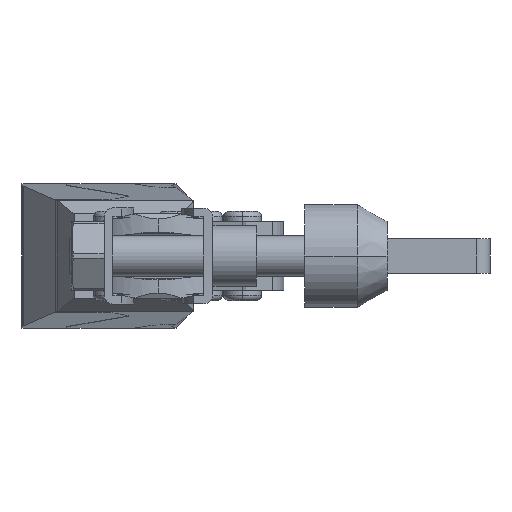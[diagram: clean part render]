
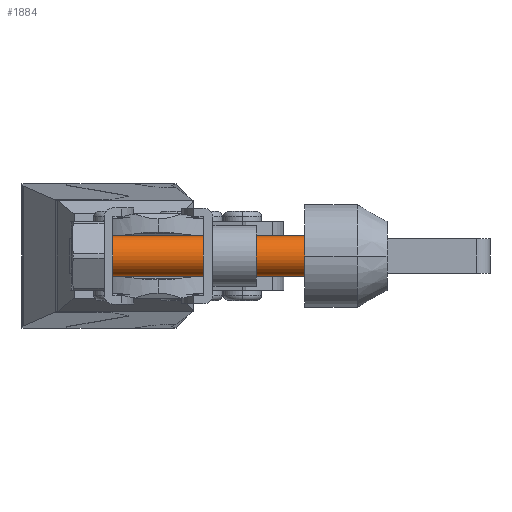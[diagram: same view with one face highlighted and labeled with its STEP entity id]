
A CAD part, left-side view. The second image highlights one B-rep face of the part: STEP entity #1884.
In plain terms, the highlighted cylindrical face has radius 3 mm (diameter 6 mm), a partial arc.
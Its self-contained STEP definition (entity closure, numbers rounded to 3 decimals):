
#41 = EDGE_CURVE ( 'NONE', #3173, #4385, #295, .T. ) ;
#207 = AXIS2_PLACEMENT_3D ( 'NONE', #7421, #5920, #3431 ) ;
#295 = CIRCLE ( 'NONE', #7104, 3. ) ;
#340 = EDGE_CURVE ( 'NONE', #9308, #4385, #2046, .T. ) ;
#509 = ORIENTED_EDGE ( 'NONE', *, *, #41, .T. ) ;
#812 = DIRECTION ( 'NONE',  ( 0., 1., 0. ) ) ;
#1060 = CARTESIAN_POINT ( 'NONE',  ( 0., 10., 3. ) ) ;
#1124 = EDGE_CURVE ( 'NONE', #6852, #3173, #9560, .T. ) ;
#1739 = EDGE_LOOP ( 'NONE', ( #2590, #2703, #509, #5904 ) ) ;
#1884 = ADVANCED_FACE ( 'NONE', ( #10012 ), #6587, .T. ) ;
#2046 = LINE ( 'NONE', #5281, #7575 ) ;
#2193 = CARTESIAN_POINT ( 'NONE',  ( 0., 44.387, 0. ) ) ;
#2590 = ORIENTED_EDGE ( 'NONE', *, *, #9052, .F. ) ;
#2703 = ORIENTED_EDGE ( 'NONE', *, *, #1124, .T. ) ;
#3107 = CIRCLE ( 'NONE', #207, 3. ) ;
#3173 = VERTEX_POINT ( 'NONE', #5724 ) ;
#3431 = DIRECTION ( 'NONE',  ( 0., 0., -1. ) ) ;
#4196 = CARTESIAN_POINT ( 'NONE',  ( 0., 44.387, -3. ) ) ;
#4241 = CARTESIAN_POINT ( 'NONE',  ( 0., 6., 0. ) ) ;
#4385 = VERTEX_POINT ( 'NONE', #4196 ) ;
#5145 = DIRECTION ( 'NONE',  ( 0., 1., 0. ) ) ;
#5281 = CARTESIAN_POINT ( 'NONE',  ( 0., 6., -3. ) ) ;
#5306 = AXIS2_PLACEMENT_3D ( 'NONE', #4241, #5145, #7502 ) ;
#5724 = CARTESIAN_POINT ( 'NONE',  ( 0., 44.387, 3. ) ) ;
#5904 = ORIENTED_EDGE ( 'NONE', *, *, #340, .F. ) ;
#5920 = DIRECTION ( 'NONE',  ( 0., -1., 0. ) ) ;
#6275 = DIRECTION ( 'NONE',  ( 0., 0., -1. ) ) ;
#6539 = CARTESIAN_POINT ( 'NONE',  ( 0., 10., -3. ) ) ;
#6587 = CYLINDRICAL_SURFACE ( 'NONE', #5306, 3. ) ;
#6852 = VERTEX_POINT ( 'NONE', #1060 ) ;
#7104 = AXIS2_PLACEMENT_3D ( 'NONE', #2193, #7939, #6275 ) ;
#7421 = CARTESIAN_POINT ( 'NONE',  ( 0., 10., 0. ) ) ;
#7502 = DIRECTION ( 'NONE',  ( 0., 0., -1. ) ) ;
#7575 = VECTOR ( 'NONE', #8602, 1000. ) ;
#7939 = DIRECTION ( 'NONE',  ( 0., -1., 0. ) ) ;
#8602 = DIRECTION ( 'NONE',  ( 0., 1., 0. ) ) ;
#9052 = EDGE_CURVE ( 'NONE', #6852, #9308, #3107, .T. ) ;
#9308 = VERTEX_POINT ( 'NONE', #6539 ) ;
#9560 = LINE ( 'NONE', #10410, #10037 ) ;
#10012 = FACE_OUTER_BOUND ( 'NONE', #1739, .T. ) ;
#10037 = VECTOR ( 'NONE', #812, 1000. ) ;
#10410 = CARTESIAN_POINT ( 'NONE',  ( 0., 6., 3. ) ) ;
